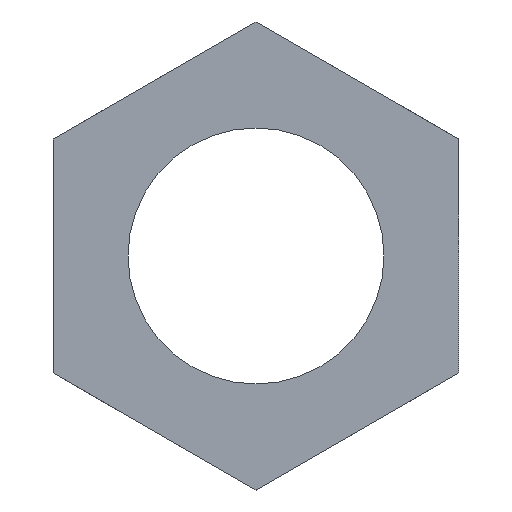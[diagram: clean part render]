
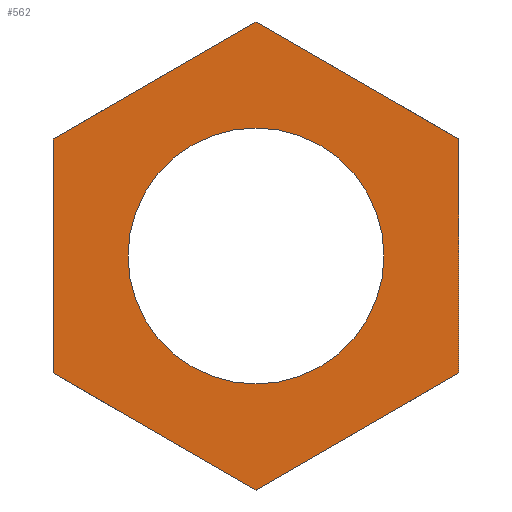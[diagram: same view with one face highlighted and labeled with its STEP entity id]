
A CAD part, front view. The second image highlights one B-rep face of the part: STEP entity #562.
In plain terms, the highlighted planar face has unit normal (0, -1, 0).
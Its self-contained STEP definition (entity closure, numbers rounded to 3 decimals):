
#5 = VECTOR ( 'NONE', #280, 1000. ) ;
#11 = VECTOR ( 'NONE', #329, 1000. ) ;
#12 = VECTOR ( 'NONE', #282, 1000. ) ;
#14 = CIRCLE ( 'NONE', #34, 6. ) ;
#19 = AXIS2_PLACEMENT_3D ( 'NONE', #528, #527, #526 ) ;
#20 = AXIS2_PLACEMENT_3D ( 'NONE', #417, #416, #414 ) ;
#29 = VECTOR ( 'NONE', #318, 1000. ) ;
#30 = VECTOR ( 'NONE', #474, 1000. ) ;
#34 = AXIS2_PLACEMENT_3D ( 'NONE', #327, #328, #314 ) ;
#43 = VECTOR ( 'NONE', #464, 1000. ) ;
#51 = CIRCLE ( 'NONE', #20, 6. ) ;
#60 = EDGE_CURVE ( 'NONE', #203, #193, #184, .T. ) ;
#65 = EDGE_CURVE ( 'NONE', #193, #243, #183, .T. ) ;
#68 = EDGE_CURVE ( 'NONE', #265, #269, #14, .T. ) ;
#72 = EDGE_CURVE ( 'NONE', #200, #201, #182, .T. ) ;
#73 = EDGE_CURVE ( 'NONE', #243, #200, #181, .T. ) ;
#75 = EDGE_CURVE ( 'NONE', #202, #203, #180, .T. ) ;
#76 = EDGE_CURVE ( 'NONE', #201, #202, #179, .T. ) ;
#130 = ORIENTED_EDGE ( 'NONE', *, *, #72, .F. ) ;
#135 = ORIENTED_EDGE ( 'NONE', *, *, #581, .T. ) ;
#139 = ORIENTED_EDGE ( 'NONE', *, *, #76, .F. ) ;
#140 = ORIENTED_EDGE ( 'NONE', *, *, #73, .F. ) ;
#151 = ORIENTED_EDGE ( 'NONE', *, *, #60, .F. ) ;
#159 = ORIENTED_EDGE ( 'NONE', *, *, #68, .T. ) ;
#173 = FACE_BOUND ( 'NONE', #237, .T. ) ;
#174 = FACE_OUTER_BOUND ( 'NONE', #232, .T. ) ;
#179 = LINE ( 'NONE', #338, #30 ) ;
#180 = LINE ( 'NONE', #276, #43 ) ;
#181 = LINE ( 'NONE', #281, #5 ) ;
#182 = LINE ( 'NONE', #283, #12 ) ;
#183 = LINE ( 'NONE', #321, #29 ) ;
#184 = LINE ( 'NONE', #320, #11 ) ;
#193 = VERTEX_POINT ( 'NONE', #427 ) ;
#200 = VERTEX_POINT ( 'NONE', #500 ) ;
#201 = VERTEX_POINT ( 'NONE', #498 ) ;
#202 = VERTEX_POINT ( 'NONE', #497 ) ;
#203 = VERTEX_POINT ( 'NONE', #495 ) ;
#223 = ORIENTED_EDGE ( 'NONE', *, *, #75, .F. ) ;
#225 = ORIENTED_EDGE ( 'NONE', *, *, #65, .F. ) ;
#232 = EDGE_LOOP ( 'NONE', ( #225, #151, #223, #139, #130, #140 ) ) ;
#237 = EDGE_LOOP ( 'NONE', ( #135, #159 ) ) ;
#243 = VERTEX_POINT ( 'NONE', #486 ) ;
#265 = VERTEX_POINT ( 'NONE', #475 ) ;
#269 = VERTEX_POINT ( 'NONE', #465 ) ;
#276 = CARTESIAN_POINT ( 'NONE',  ( 0., 0., -10.97 ) ) ;
#280 = DIRECTION ( 'NONE',  ( 0.866, 0., -0.5 ) ) ;
#281 = CARTESIAN_POINT ( 'NONE',  ( 0., 0., 10.97 ) ) ;
#282 = DIRECTION ( 'NONE',  ( 0., 0., -1. ) ) ;
#283 = CARTESIAN_POINT ( 'NONE',  ( 9.5, 0., 5.485 ) ) ;
#314 = DIRECTION ( 'NONE',  ( 0., 0., 1. ) ) ;
#318 = DIRECTION ( 'NONE',  ( 0.866, 0., 0.5 ) ) ;
#320 = CARTESIAN_POINT ( 'NONE',  ( -9.5, 0., -5.485 ) ) ;
#321 = CARTESIAN_POINT ( 'NONE',  ( -9.5, 0., 5.485 ) ) ;
#327 = CARTESIAN_POINT ( 'NONE',  ( 0., 0., 0. ) ) ;
#328 = DIRECTION ( 'NONE',  ( 0., 1., 0. ) ) ;
#329 = DIRECTION ( 'NONE',  ( 0., 0., 1. ) ) ;
#338 = CARTESIAN_POINT ( 'NONE',  ( 9.5, 0., -5.485 ) ) ;
#414 = DIRECTION ( 'NONE',  ( 0., 0., 1. ) ) ;
#416 = DIRECTION ( 'NONE',  ( 0., 1., 0. ) ) ;
#417 = CARTESIAN_POINT ( 'NONE',  ( 0., 0., 0. ) ) ;
#427 = CARTESIAN_POINT ( 'NONE',  ( -9.5, 0., 5.485 ) ) ;
#464 = DIRECTION ( 'NONE',  ( -0.866, 0., 0.5 ) ) ;
#465 = CARTESIAN_POINT ( 'NONE',  ( 0., 0., -6. ) ) ;
#474 = DIRECTION ( 'NONE',  ( -0.866, 0., -0.5 ) ) ;
#475 = CARTESIAN_POINT ( 'NONE',  ( 0., 0., 6. ) ) ;
#486 = CARTESIAN_POINT ( 'NONE',  ( 0., 0., 10.97 ) ) ;
#495 = CARTESIAN_POINT ( 'NONE',  ( -9.5, 0., -5.485 ) ) ;
#497 = CARTESIAN_POINT ( 'NONE',  ( 0., 0., -10.97 ) ) ;
#498 = CARTESIAN_POINT ( 'NONE',  ( 9.5, 0., -5.485 ) ) ;
#500 = CARTESIAN_POINT ( 'NONE',  ( 9.5, 0., 5.485 ) ) ;
#526 = DIRECTION ( 'NONE',  ( 0., 0., 1. ) ) ;
#527 = DIRECTION ( 'NONE',  ( 0., 1., 0. ) ) ;
#528 = CARTESIAN_POINT ( 'NONE',  ( 9.5, 0., 16.454 ) ) ;
#529 = PLANE ( 'NONE',  #19 ) ;
#562 = ADVANCED_FACE ( 'NONE', ( #174, #173 ), #529, .F. ) ;
#581 = EDGE_CURVE ( 'NONE', #269, #265, #51, .T. ) ;
